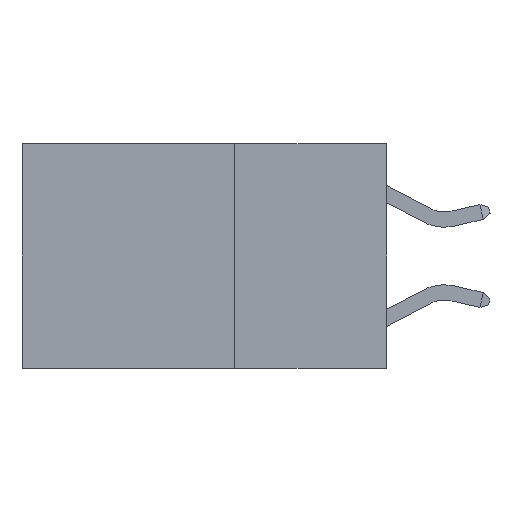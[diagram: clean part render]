
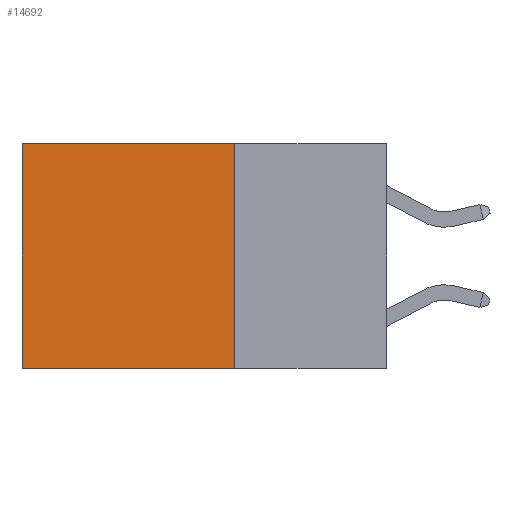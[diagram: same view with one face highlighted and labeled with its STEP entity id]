
A CAD part, left-side view. The second image highlights one B-rep face of the part: STEP entity #14692.
In plain terms, the highlighted planar face has unit normal (-1, 0, 0).
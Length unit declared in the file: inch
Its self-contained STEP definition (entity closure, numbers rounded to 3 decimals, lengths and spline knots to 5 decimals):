
#604 = VECTOR ( 'NONE', #9709, 39.37008 ) ;
#951 = VECTOR ( 'NONE', #3926, 39.37008 ) ;
#970 = VECTOR ( 'NONE', #15697, 39.37008 ) ;
#1291 = LINE ( 'NONE', #5196, #7148 ) ;
#1450 = LINE ( 'NONE', #5367, #970 ) ;
#1857 = EDGE_CURVE ( 'NONE', #10048, #6867, #1291, .T. ) ;
#2271 = ORIENTED_EDGE ( 'NONE', *, *, #7375, .T. ) ;
#2379 = AXIS2_PLACEMENT_3D ( 'NONE', #13579, #9918, #6017 ) ;
#2503 = ORIENTED_EDGE ( 'NONE', *, *, #3161, .F. ) ;
#3039 = EDGE_CURVE ( 'NONE', #10048, #8470, #15465, .T. ) ;
#3161 = EDGE_CURVE ( 'NONE', #8470, #12543, #1450, .T. ) ;
#3290 = CARTESIAN_POINT ( 'NONE',  ( 0.2625, 0.25, -0.37 ) ) ;
#3926 = DIRECTION ( 'NONE',  ( 0., 0., -1. ) ) ;
#4521 = FACE_OUTER_BOUND ( 'NONE', #8447, .T. ) ;
#5121 = DIRECTION ( 'NONE',  ( 0., 1., 0. ) ) ;
#5196 = CARTESIAN_POINT ( 'NONE',  ( 0.2625, 0.25, 0. ) ) ;
#5367 = CARTESIAN_POINT ( 'NONE',  ( 0.2625, 0.25, -0.37 ) ) ;
#6017 = DIRECTION ( 'NONE',  ( 0., 0., -1. ) ) ;
#6694 = ORIENTED_EDGE ( 'NONE', *, *, #1857, .T. ) ;
#6867 = VERTEX_POINT ( 'NONE', #8289 ) ;
#7148 = VECTOR ( 'NONE', #5121, 39.37008 ) ;
#7373 = PLANE ( 'NONE',  #2379 ) ;
#7375 = EDGE_CURVE ( 'NONE', #6867, #12543, #14815, .T. ) ;
#8289 = CARTESIAN_POINT ( 'NONE',  ( 0.2625, 0.6, 0. ) ) ;
#8447 = EDGE_LOOP ( 'NONE', ( #2271, #2503, #14637, #6694 ) ) ;
#8470 = VERTEX_POINT ( 'NONE', #3290 ) ;
#8643 = CARTESIAN_POINT ( 'NONE',  ( 0.2625, 0.25, 0. ) ) ;
#8681 = CARTESIAN_POINT ( 'NONE',  ( 0.2625, 0.6, 0. ) ) ;
#9336 = CARTESIAN_POINT ( 'NONE',  ( 0.2625, 0.25, 0. ) ) ;
#9709 = DIRECTION ( 'NONE',  ( 0., 0., -1. ) ) ;
#9918 = DIRECTION ( 'NONE',  ( 1., 0., 0. ) ) ;
#10048 = VERTEX_POINT ( 'NONE', #8643 ) ;
#12543 = VERTEX_POINT ( 'NONE', #12590 ) ;
#12590 = CARTESIAN_POINT ( 'NONE',  ( 0.2625, 0.6, -0.37 ) ) ;
#13579 = CARTESIAN_POINT ( 'NONE',  ( 0.2625, 0.25, 0. ) ) ;
#14637 = ORIENTED_EDGE ( 'NONE', *, *, #3039, .F. ) ;
#14692 = ADVANCED_FACE ( 'NONE', ( #4521 ), #7373, .F. ) ;
#14815 = LINE ( 'NONE', #8681, #604 ) ;
#15465 = LINE ( 'NONE', #9336, #951 ) ;
#15697 = DIRECTION ( 'NONE',  ( 0., 1., 0. ) ) ;
